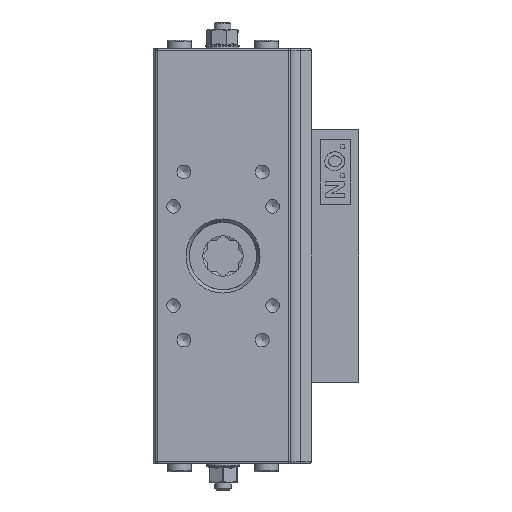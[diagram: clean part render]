
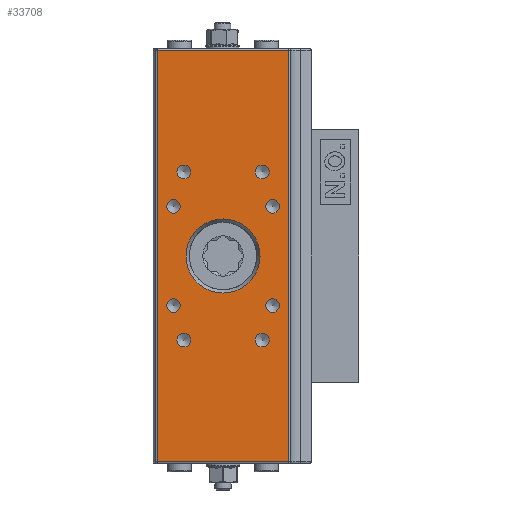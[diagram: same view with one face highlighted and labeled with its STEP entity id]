
A CAD part, front view. The second image highlights one B-rep face of the part: STEP entity #33708.
In plain terms, the highlighted planar face has unit normal (0, -1, 0).
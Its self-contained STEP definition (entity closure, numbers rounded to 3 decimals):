
#16175=CARTESIAN_POINT('',(23.5,-38.,-5.5));
#16176=VERTEX_POINT('',#16175);
#16184=CARTESIAN_POINT('',(-23.5,-38.,-5.5));
#16185=VERTEX_POINT('',#16184);
#16186=CARTESIAN_POINT('',(23.5,-38.,-5.5));
#16187=DIRECTION('',(-1.0,0.0,0.0));
#16188=VECTOR('',#16187,47.);
#16189=LINE('',#16186,#16188);
#16190=EDGE_CURVE('',#16176,#16185,#16189,.T.);
#31915=CARTESIAN_POINT('',(23.5,-38.,141.5));
#31916=VERTEX_POINT('',#31915);
#31925=CARTESIAN_POINT('',(-23.5,-38.,141.5));
#31926=VERTEX_POINT('',#31925);
#31934=CARTESIAN_POINT('',(23.5,-38.,141.5));
#31935=DIRECTION('',(-1.0,0.0,0.0));
#31936=VECTOR('',#31935,47.);
#31937=LINE('',#31934,#31936);
#31938=EDGE_CURVE('',#31916,#31926,#31937,.T.);
#33179=CARTESIAN_POINT('',(-17.678,-38.,52.78));
#33180=VERTEX_POINT('',#33179);
#33181=CARTESIAN_POINT('',(-17.678,-38.,50.322));
#33182=DIRECTION('',(0.0,1.0,0.0));
#33183=DIRECTION('',(0.0,0.0,1.0));
#33184=AXIS2_PLACEMENT_3D('',#33181,#33182,#33183);
#33185=CIRCLE('',#33184,2.459);
#33186=EDGE_CURVE('',#33180,#33180,#33185,.T.);
#33258=CARTESIAN_POINT('',(15.22,-38.,50.322));
#33259=VERTEX_POINT('',#33258);
#33260=CARTESIAN_POINT('',(17.678,-38.,50.322));
#33261=DIRECTION('',(0.0,1.0,0.0));
#33262=DIRECTION('',(-1.0,0.0,0.0));
#33263=AXIS2_PLACEMENT_3D('',#33260,#33261,#33262);
#33264=CIRCLE('',#33263,2.459);
#33265=EDGE_CURVE('',#33259,#33259,#33264,.T.);
#33337=CARTESIAN_POINT('',(17.678,-38.,83.22));
#33338=VERTEX_POINT('',#33337);
#33339=CARTESIAN_POINT('',(17.678,-38.,85.678));
#33340=DIRECTION('',(0.0,1.0,0.0));
#33341=DIRECTION('',(0.0,0.0,-1.0));
#33342=AXIS2_PLACEMENT_3D('',#33339,#33340,#33341);
#33343=CIRCLE('',#33342,2.459);
#33344=EDGE_CURVE('',#33338,#33338,#33343,.T.);
#33416=CARTESIAN_POINT('',(-15.22,-38.,85.678));
#33417=VERTEX_POINT('',#33416);
#33418=CARTESIAN_POINT('',(-17.678,-38.,85.678));
#33419=DIRECTION('',(0.0,1.0,0.0));
#33420=DIRECTION('',(1.0,0.0,0.0));
#33421=AXIS2_PLACEMENT_3D('',#33418,#33419,#33420);
#33422=CIRCLE('',#33421,2.459);
#33423=EDGE_CURVE('',#33417,#33417,#33422,.T.);
#33517=CARTESIAN_POINT('',(13.205,-38.,68.0));
#33518=VERTEX_POINT('',#33517);
#33519=CARTESIAN_POINT('',(0.,-38.0,68.0));
#33520=DIRECTION('',(0.0,-1.0,0.0));
#33521=DIRECTION('',(-1.0,0.0,0.0));
#33522=AXIS2_PLACEMENT_3D('',#33519,#33520,#33521);
#33523=CIRCLE('',#33522,13.205);
#33524=EDGE_CURVE('',#33518,#33518,#33523,.T.);
#33628=CARTESIAN_POINT('',(23.5,-38.,0.0));
#33629=DIRECTION('',(0.0,-1.0,0.0));
#33630=DIRECTION('',(0.0,0.0,-1.0));
#33631=AXIS2_PLACEMENT_3D('',#33628,#33629,#33630);
#33632=PLANE('',#33631);
#33633=CARTESIAN_POINT('',(-23.5,-38.,-5.5));
#33634=DIRECTION('',(0.0,0.0,1.0));
#33635=VECTOR('',#33634,147.);
#33636=LINE('',#33633,#33635);
#33637=EDGE_CURVE('',#16185,#31926,#33636,.T.);
#33638=ORIENTED_EDGE('',*,*,#33637,.F.);
#33639=ORIENTED_EDGE('',*,*,#16190,.F.);
#33640=CARTESIAN_POINT('',(23.5,-38.,-5.5));
#33641=DIRECTION('',(0.0,0.0,1.0));
#33642=VECTOR('',#33641,147.);
#33643=LINE('',#33640,#33642);
#33644=EDGE_CURVE('',#16176,#31916,#33643,.T.);
#33645=ORIENTED_EDGE('',*,*,#33644,.T.);
#33646=ORIENTED_EDGE('',*,*,#31938,.T.);
#33647=EDGE_LOOP('',(#33638,#33639,#33645,#33646));
#33648=FACE_OUTER_BOUND('',#33647,.T.);
#33649=ORIENTED_EDGE('',*,*,#33186,.T.);
#33650=EDGE_LOOP('',(#33649));
#33651=FACE_BOUND('',#33650,.T.);
#33652=ORIENTED_EDGE('',*,*,#33265,.T.);
#33653=EDGE_LOOP('',(#33652));
#33654=FACE_BOUND('',#33653,.T.);
#33655=ORIENTED_EDGE('',*,*,#33344,.T.);
#33656=EDGE_LOOP('',(#33655));
#33657=FACE_BOUND('',#33656,.T.);
#33658=ORIENTED_EDGE('',*,*,#33423,.T.);
#33659=EDGE_LOOP('',(#33658));
#33660=FACE_BOUND('',#33659,.T.);
#33661=CARTESIAN_POINT('',(-11.541,-38.,38.));
#33662=VERTEX_POINT('',#33661);
#33663=CARTESIAN_POINT('',(-14.,-38.,38.));
#33664=DIRECTION('',(0.0,1.0,0.0));
#33665=DIRECTION('',(1.0,0.0,0.0));
#33666=AXIS2_PLACEMENT_3D('',#33663,#33664,#33665);
#33667=CIRCLE('',#33666,2.459);
#33668=EDGE_CURVE('',#33662,#33662,#33667,.T.);
#33669=ORIENTED_EDGE('',*,*,#33668,.T.);
#33670=EDGE_LOOP('',(#33669));
#33671=FACE_BOUND('',#33670,.T.);
#33672=CARTESIAN_POINT('',(16.458,-38.,98.0));
#33673=VERTEX_POINT('',#33672);
#33674=CARTESIAN_POINT('',(14.0,-38.,98.0));
#33675=DIRECTION('',(0.0,1.0,0.0));
#33676=DIRECTION('',(1.0,0.0,0.0));
#33677=AXIS2_PLACEMENT_3D('',#33674,#33675,#33676);
#33678=CIRCLE('',#33677,2.459);
#33679=EDGE_CURVE('',#33673,#33673,#33678,.T.);
#33680=ORIENTED_EDGE('',*,*,#33679,.T.);
#33681=EDGE_LOOP('',(#33680));
#33682=FACE_BOUND('',#33681,.T.);
#33683=CARTESIAN_POINT('',(-11.541,-38.,98.0));
#33684=VERTEX_POINT('',#33683);
#33685=CARTESIAN_POINT('',(-14.,-38.,98.0));
#33686=DIRECTION('',(0.0,1.0,0.0));
#33687=DIRECTION('',(1.0,0.0,0.0));
#33688=AXIS2_PLACEMENT_3D('',#33685,#33686,#33687);
#33689=CIRCLE('',#33688,2.459);
#33690=EDGE_CURVE('',#33684,#33684,#33689,.T.);
#33691=ORIENTED_EDGE('',*,*,#33690,.T.);
#33692=EDGE_LOOP('',(#33691));
#33693=FACE_BOUND('',#33692,.T.);
#33694=CARTESIAN_POINT('',(16.458,-38.,38.));
#33695=VERTEX_POINT('',#33694);
#33696=CARTESIAN_POINT('',(14.0,-38.,38.));
#33697=DIRECTION('',(0.0,1.0,0.0));
#33698=DIRECTION('',(1.0,0.0,0.0));
#33699=AXIS2_PLACEMENT_3D('',#33696,#33697,#33698);
#33700=CIRCLE('',#33699,2.459);
#33701=EDGE_CURVE('',#33695,#33695,#33700,.T.);
#33702=ORIENTED_EDGE('',*,*,#33701,.T.);
#33703=EDGE_LOOP('',(#33702));
#33704=FACE_BOUND('',#33703,.T.);
#33705=ORIENTED_EDGE('',*,*,#33524,.F.);
#33706=EDGE_LOOP('',(#33705));
#33707=FACE_BOUND('',#33706,.T.);
#33708=ADVANCED_FACE('',(#33648,#33651,#33654,#33657,#33660,#33671,#33682,#33693,#33704,#33707),#33632,.T.);
